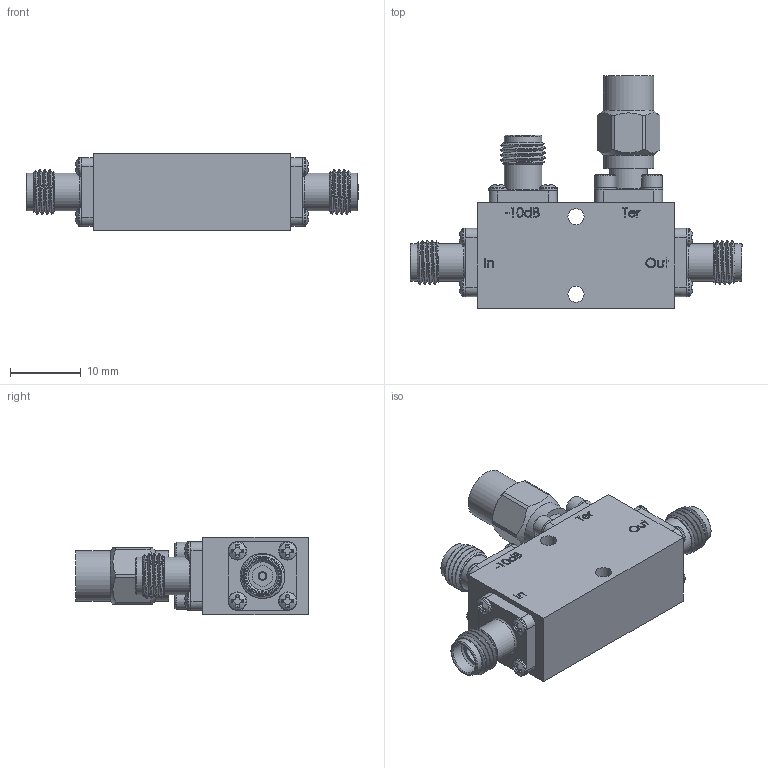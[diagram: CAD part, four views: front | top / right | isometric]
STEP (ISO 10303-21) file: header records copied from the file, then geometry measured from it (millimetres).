
FILE_DESCRIPTION (( 'STEP AP203' ), '1' );
FILE_NAME ('PE2CP1124-10_3D.step', '2021-08-11T15:40:53', ( '' ), ( '' ), 'SwSTEP 2.0', 'SolidWorks 2021', '' );
FILE_SCHEMA (( 'CONFIG_CONTROL_DESIGN' ));
Length unit declared in the file: inch
Products named in the file (1): PE2CP1124-10_3D
Bounding box: 47.05 x 33 x 11 mm (x, y, z)
Volume: 6249.9 mm3; surface area: 4592.6 mm2
Topology: 5 solids, 5 shells, 742 faces, 1846 edges, 1199 vertices
Faces by surface type: plane 436, bspline 103, cone 101, cylinder 98, torus 4
Full cylindrical faces by diameter (mm): 0.94 x3, 1.016 x1, 1.092 x12, 1.194 x3, 1.27 x1, 2.286 x2, 2.578 x4, 2.591 x12, 2.92 x3, 2.926 x4, 3.085 x4, 4.521 x3, 5.08 x4, 5.334 x7, 7.112 x2
Entity records: 33011 total; most frequent: CARTESIAN_POINT 17247, ORIENTED_EDGE 3384, DIRECTION 2717, EDGE_CURVE 1692, VERTEX_POINT 1149, AXIS2_PLACEMENT_3D 975, EDGE_LOOP 941, FACE_OUTER_BOUND 823
